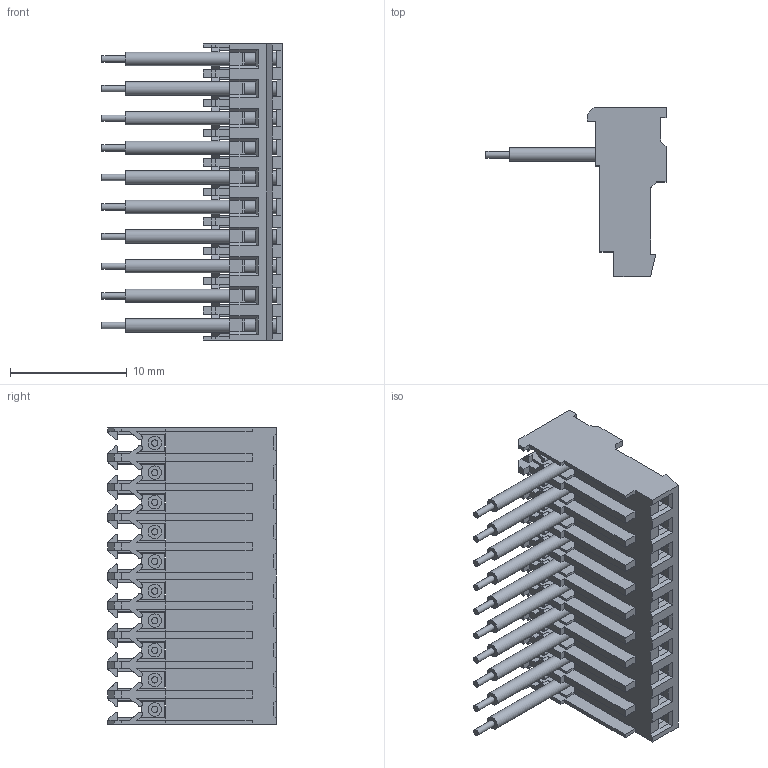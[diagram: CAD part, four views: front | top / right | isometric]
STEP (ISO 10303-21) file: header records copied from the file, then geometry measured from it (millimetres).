
FILE_DESCRIPTION( ('This file contains a STEP AP42 implementation' ,'as created by ZW3D STEP Interface translator.') ,'2;1' );
FILE_NAME( 'WF2545-XXHIEXXXT02.stp' ,'24 1 6.15 425', (''), ('ZWCAD Software Co.'), 'Version 1.0', 'ZW3D to STEP translator', '' );
FILE_SCHEMA(('AUTOMOTIVE_DESIGN { 1 0 10303 214 1 1 1 1 }'));
Length unit declared in the file: millimetre
Products named in the file (2): 0; WF2545-XXHIEXXXT02
Bounding box: 15.45 x 14.5 x 25.4 mm (x, y, z)
Volume: 956.1 mm3; surface area: 3102.9 mm2
Topology: 1 solids, 1 shells, 1022 faces, 2772 edges, 1742 vertices
Faces by surface type: plane 942, bspline 60, cylinder 20
Full cylindrical faces by diameter (mm): 0.55 x10, 1.15 x10
Entity records: 33270 total; most frequent: CARTESIAN_POINT 6637, ORIENTED_EDGE 5544, DIRECTION 4870, EDGE_CURVE 2772, VECTOR 2600, LINE 2600, VERTEX_POINT 1742, AXIS2_PLACEMENT_3D 1135
